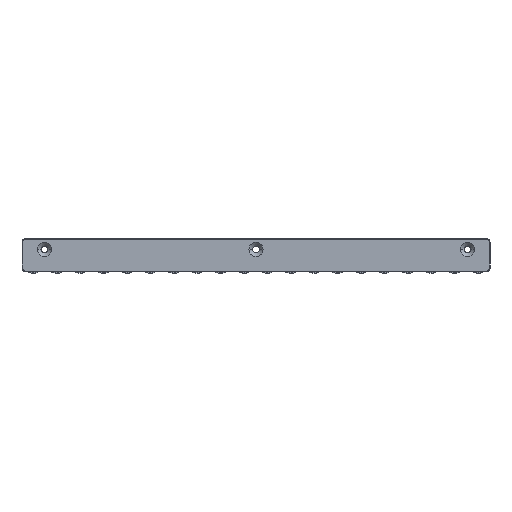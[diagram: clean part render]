
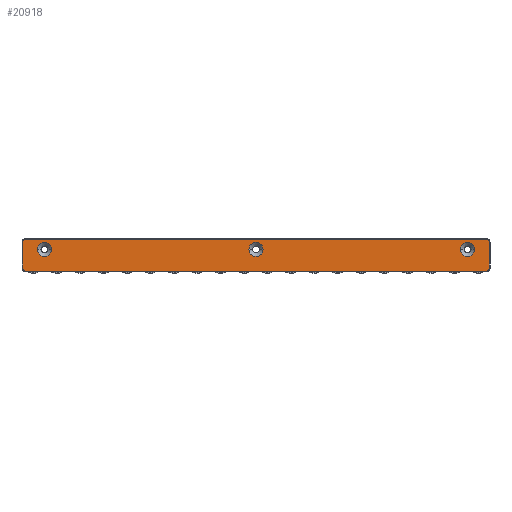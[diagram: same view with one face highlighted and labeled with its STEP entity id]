
A CAD part, left-side view. The second image highlights one B-rep face of the part: STEP entity #20918.
In plain terms, the highlighted planar face has unit normal (-1, 0, 0).
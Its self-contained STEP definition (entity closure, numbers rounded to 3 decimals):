
#19228=CARTESIAN_POINT('Vertex',(-60.75,-352.,18.5)) ;
#19231=CARTESIAN_POINT('Axis2P3D Location',(-60.75,-352.,16.)) ;
#19235=CARTESIAN_POINT('Vertex',(-60.75,-354.5,16.)) ;
#19262=CARTESIAN_POINT('Line Origine',(-60.75,-354.5,6.)) ;
#19266=CARTESIAN_POINT('Vertex',(-60.75,-354.5,-4.)) ;
#19293=CARTESIAN_POINT('Axis2P3D Location',(-60.75,-352.,-4.)) ;
#19297=CARTESIAN_POINT('Vertex',(-60.75,-352.,-6.5)) ;
#19324=CARTESIAN_POINT('Line Origine',(-60.75,-173.,-6.5)) ;
#19328=CARTESIAN_POINT('Vertex',(-60.75,6.,-6.5)) ;
#19355=CARTESIAN_POINT('Axis2P3D Location',(-60.75,6.,-4.)) ;
#19359=CARTESIAN_POINT('Vertex',(-60.75,8.5,-4.)) ;
#19386=CARTESIAN_POINT('Line Origine',(-60.75,8.5,6.)) ;
#19390=CARTESIAN_POINT('Vertex',(-60.75,8.5,16.)) ;
#19417=CARTESIAN_POINT('Axis2P3D Location',(-60.75,6.,16.)) ;
#19421=CARTESIAN_POINT('Vertex',(-60.75,6.,18.5)) ;
#19446=CARTESIAN_POINT('Line Origine',(-60.75,-173.,18.5)) ;
#20704=CARTESIAN_POINT('Vertex',(-60.75,-343.,10.5)) ;
#20707=CARTESIAN_POINT('Axis2P3D Location',(-60.75,-337.5,10.5)) ;
#20711=CARTESIAN_POINT('Vertex',(-60.75,-332.,10.5)) ;
#20731=CARTESIAN_POINT('Axis2P3D Location',(-60.75,-337.5,10.5)) ;
#20795=CARTESIAN_POINT('Vertex',(-60.75,-167.5,10.5)) ;
#20798=CARTESIAN_POINT('Axis2P3D Location',(-60.75,-173.,10.5)) ;
#20802=CARTESIAN_POINT('Vertex',(-60.75,-178.5,10.5)) ;
#20822=CARTESIAN_POINT('Axis2P3D Location',(-60.75,-173.,10.5)) ;
#20877=CARTESIAN_POINT('Axis2P3D Location',(-60.75,9.,0.)) ;
#20892=CARTESIAN_POINT('Axis2P3D Location',(-60.75,-8.5,10.5)) ;
#20896=CARTESIAN_POINT('Vertex',(-60.75,-14.,10.5)) ;
#20898=CARTESIAN_POINT('Vertex',(-60.75,-3.,10.5)) ;
#20901=CARTESIAN_POINT('Axis2P3D Location',(-60.75,-8.5,10.5)) ;
#19232=DIRECTION('Axis2P3D Direction',(-1.,-0.,0.)) ;
#19263=DIRECTION('Vector Direction',(0.,0.,-1.)) ;
#19294=DIRECTION('Axis2P3D Direction',(-1.,-0.,0.)) ;
#19325=DIRECTION('Vector Direction',(0.,1.,0.)) ;
#19356=DIRECTION('Axis2P3D Direction',(-1.,0.,0.)) ;
#19387=DIRECTION('Vector Direction',(0.,0.,-1.)) ;
#19418=DIRECTION('Axis2P3D Direction',(-1.,0.,0.)) ;
#19447=DIRECTION('Vector Direction',(0.,1.,0.)) ;
#20708=DIRECTION('Axis2P3D Direction',(-1.,-0.,0.)) ;
#20732=DIRECTION('Axis2P3D Direction',(-1.,0.,0.)) ;
#20799=DIRECTION('Axis2P3D Direction',(-1.,0.,0.)) ;
#20823=DIRECTION('Axis2P3D Direction',(-1.,-0.,0.)) ;
#20878=DIRECTION('Axis2P3D Direction',(-1.,0.,0.)) ;
#20879=DIRECTION('Axis2P3D XDirection',(0.,-1.,0.)) ;
#20893=DIRECTION('Axis2P3D Direction',(-1.,0.,0.)) ;
#20902=DIRECTION('Axis2P3D Direction',(-1.,0.,0.)) ;
#19233=AXIS2_PLACEMENT_3D('Circle Axis2P3D',#19231,#19232,$) ;
#19295=AXIS2_PLACEMENT_3D('Circle Axis2P3D',#19293,#19294,$) ;
#19357=AXIS2_PLACEMENT_3D('Circle Axis2P3D',#19355,#19356,$) ;
#19419=AXIS2_PLACEMENT_3D('Circle Axis2P3D',#19417,#19418,$) ;
#20709=AXIS2_PLACEMENT_3D('Circle Axis2P3D',#20707,#20708,$) ;
#20733=AXIS2_PLACEMENT_3D('Circle Axis2P3D',#20731,#20732,$) ;
#20800=AXIS2_PLACEMENT_3D('Circle Axis2P3D',#20798,#20799,$) ;
#20824=AXIS2_PLACEMENT_3D('Circle Axis2P3D',#20822,#20823,$) ;
#20880=AXIS2_PLACEMENT_3D('Plane Axis2P3D',#20877,#20878,#20879) ;
#20894=AXIS2_PLACEMENT_3D('Circle Axis2P3D',#20892,#20893,$) ;
#20903=AXIS2_PLACEMENT_3D('Circle Axis2P3D',#20901,#20902,$) ;
#20883=ORIENTED_EDGE('',*,*,#19450,.T.) ;
#20884=ORIENTED_EDGE('',*,*,#19423,.T.) ;
#20885=ORIENTED_EDGE('',*,*,#19392,.T.) ;
#20886=ORIENTED_EDGE('',*,*,#19361,.T.) ;
#20887=ORIENTED_EDGE('',*,*,#19330,.T.) ;
#20888=ORIENTED_EDGE('',*,*,#19299,.T.) ;
#20889=ORIENTED_EDGE('',*,*,#19268,.T.) ;
#20890=ORIENTED_EDGE('',*,*,#19237,.T.) ;
#20907=ORIENTED_EDGE('',*,*,#20900,.F.) ;
#20908=ORIENTED_EDGE('',*,*,#20905,.F.) ;
#20911=ORIENTED_EDGE('',*,*,#20826,.F.) ;
#20912=ORIENTED_EDGE('',*,*,#20804,.F.) ;
#20915=ORIENTED_EDGE('',*,*,#20735,.F.) ;
#20916=ORIENTED_EDGE('',*,*,#20713,.F.) ;
#20909=FACE_BOUND('',#20906,.T.) ;
#20913=FACE_BOUND('',#20910,.T.) ;
#20917=FACE_BOUND('',#20914,.T.) ;
#19264=VECTOR('Line Direction',#19263,1.) ;
#19326=VECTOR('Line Direction',#19325,1.) ;
#19388=VECTOR('Line Direction',#19387,1.) ;
#19448=VECTOR('Line Direction',#19447,1.) ;
#20918=ADVANCED_FACE('Body.3',(#20891,#20909,#20913,#20917),#20881,.T.) ;
#19234=CIRCLE('generated circle',#19233,2.5) ;
#19296=CIRCLE('generated circle',#19295,2.5) ;
#19358=CIRCLE('generated circle',#19357,2.5) ;
#19420=CIRCLE('generated circle',#19419,2.5) ;
#20710=CIRCLE('generated circle',#20709,5.5) ;
#20734=CIRCLE('generated circle',#20733,5.5) ;
#20801=CIRCLE('generated circle',#20800,5.5) ;
#20825=CIRCLE('generated circle',#20824,5.5) ;
#20895=CIRCLE('generated circle',#20894,5.5) ;
#20904=CIRCLE('generated circle',#20903,5.5) ;
#19237=EDGE_CURVE('',#19236,#19229,#19234,.T.) ;
#19268=EDGE_CURVE('',#19267,#19236,#19265,.F.) ;
#19299=EDGE_CURVE('',#19298,#19267,#19296,.T.) ;
#19330=EDGE_CURVE('',#19329,#19298,#19327,.F.) ;
#19361=EDGE_CURVE('',#19360,#19329,#19358,.T.) ;
#19392=EDGE_CURVE('',#19391,#19360,#19389,.T.) ;
#19423=EDGE_CURVE('',#19422,#19391,#19420,.T.) ;
#19450=EDGE_CURVE('',#19229,#19422,#19449,.T.) ;
#20713=EDGE_CURVE('',#20705,#20712,#20710,.T.) ;
#20735=EDGE_CURVE('',#20712,#20705,#20734,.T.) ;
#20804=EDGE_CURVE('',#20796,#20803,#20801,.T.) ;
#20826=EDGE_CURVE('',#20803,#20796,#20825,.T.) ;
#20900=EDGE_CURVE('',#20897,#20899,#20895,.T.) ;
#20905=EDGE_CURVE('',#20899,#20897,#20904,.T.) ;
#20882=EDGE_LOOP('',(#20883,#20884,#20885,#20886,#20887,#20888,#20889,#20890)) ;
#20906=EDGE_LOOP('',(#20907,#20908)) ;
#20910=EDGE_LOOP('',(#20911,#20912)) ;
#20914=EDGE_LOOP('',(#20915,#20916)) ;
#20891=FACE_OUTER_BOUND('',#20882,.T.) ;
#19265=LINE('Line',#19262,#19264) ;
#19327=LINE('Line',#19324,#19326) ;
#19389=LINE('Line',#19386,#19388) ;
#19449=LINE('Line',#19446,#19448) ;
#20881=PLANE('',#20880) ;
#19229=VERTEX_POINT('',#19228) ;
#19236=VERTEX_POINT('',#19235) ;
#19267=VERTEX_POINT('',#19266) ;
#19298=VERTEX_POINT('',#19297) ;
#19329=VERTEX_POINT('',#19328) ;
#19360=VERTEX_POINT('',#19359) ;
#19391=VERTEX_POINT('',#19390) ;
#19422=VERTEX_POINT('',#19421) ;
#20705=VERTEX_POINT('',#20704) ;
#20712=VERTEX_POINT('',#20711) ;
#20796=VERTEX_POINT('',#20795) ;
#20803=VERTEX_POINT('',#20802) ;
#20897=VERTEX_POINT('',#20896) ;
#20899=VERTEX_POINT('',#20898) ;
